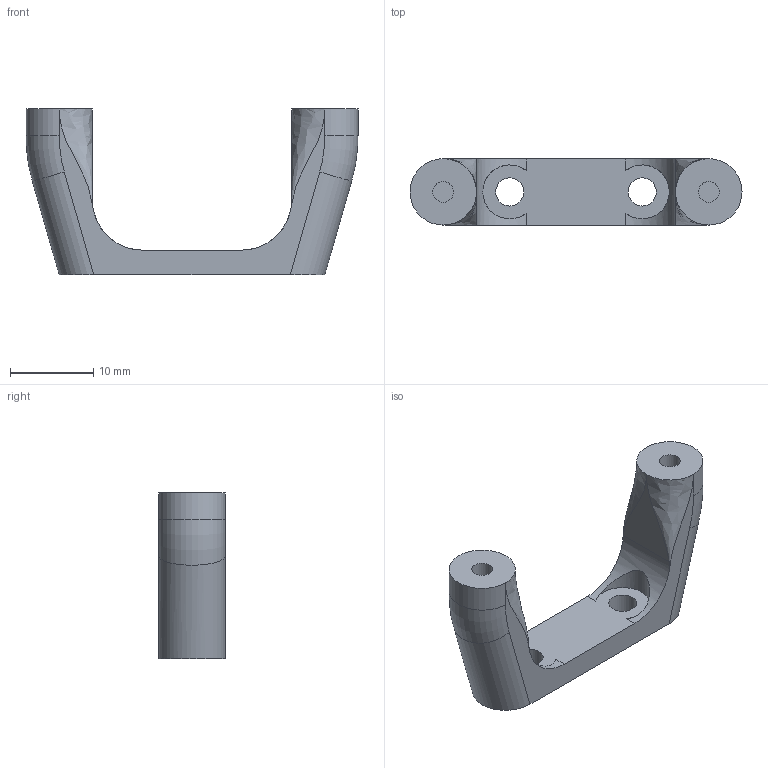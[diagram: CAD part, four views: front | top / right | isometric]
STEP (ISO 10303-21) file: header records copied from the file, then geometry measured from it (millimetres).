
FILE_DESCRIPTION(/* description */ (''),/* implementation_level */ '2;1');
FILE_NAME(/* name */ 'fanmount.step',/* time_stamp */ '2025-10-27T10:17:32+01:00',/* author */ (''),/* organization */ (''),/* preprocessor_version */ 'ST-DEVELOPER v20.1',/* originating_system */ 'Autodesk Translation Framework v14.17.0.0',/* authorisation */ '');
FILE_SCHEMA (('AUTOMOTIVE_DESIGN { 1 0 10303 214 3 1 1 }'));
Length unit declared in the file: millimetre
Products named in the file (1): fanmount
Bounding box: 40 x 8 x 20 mm (x, y, z)
Volume: 2304.1 mm3; surface area: 1772.3 mm2
Topology: 1 solids, 1 shells, 32 faces, 76 edges, 46 vertices
Faces by surface type: cylinder 12, plane 10, bspline 8, torus 2
Full cylindrical faces by diameter (mm): 2.5 x2, 3.4 x2
Entity records: 1404 total; most frequent: CARTESIAN_POINT 681, ORIENTED_EDGE 148, DIRECTION 124, EDGE_CURVE 74, AXIS2_PLACEMENT_3D 51, VERTEX_POINT 46, EDGE_LOOP 38, FACE_OUTER_BOUND 32
